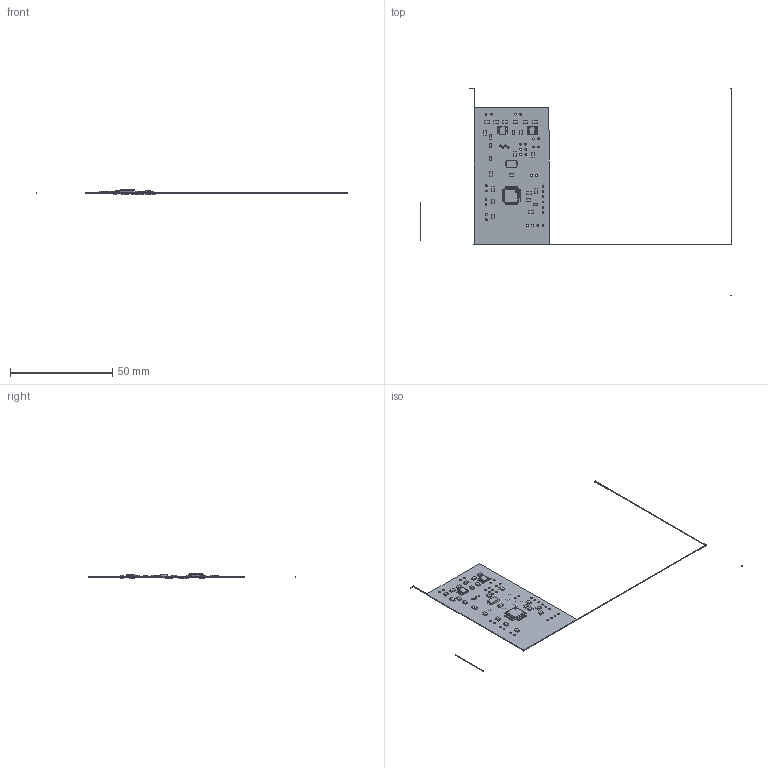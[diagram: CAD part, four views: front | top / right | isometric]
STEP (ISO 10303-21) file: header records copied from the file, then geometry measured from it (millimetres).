
FILE_DESCRIPTION(('Open CASCADE Model'),'2;1');
FILE_NAME('Open CASCADE Shape Model','2019-11-25T16:56:01',('Author'),( 'Open CASCADE'),'Open CASCADE STEP processor 6.8','Open CASCADE 6.8' ,'Unknown');
FILE_SCHEMA(('AUTOMOTIVE_DESIGN { 1 0 10303 214 1 1 1 1 }'));
Length unit declared in the file: millimetre
Products named in the file (65): PCB; Board; Open CASCADE STEP translator 6.8 1.1.1; Open CASCADE STEP translator 6.8 1.1.1.1; Open CASCADE STEP translator 6.8 1.1.2; Open CASCADE STEP translator 6.8 1.1.2.1; Open CASCADE STEP translator 6.8 1.1.3; Open CASCADE STEP translator 6.8 1.1.3.1; Open CASCADE STEP translator 6.8 1.1.4; Open CASCADE STEP translator 6.8 1.1.4.1; R24; 5859421024; Extruded; Y2; 6838514880; Body; ('pin',_'1'); ('pin',_'2'); R15; R23; 5859420464; R22; R21; C14; C13; C12; Rmmpc2; Rmmpc1; R20; R8; L2; C11; A2; 6838512080; PinsArrayLR; A1; R10; R9; R19; R12 ...
Assembly tree (99 placements, depth 4):
  PCB
    Board
      Open CASCADE STEP translator 6.8 1.1.1
        Open CASCADE STEP translator 6.8 1.1.1.1
      Open CASCADE STEP translator 6.8 1.1.2
        Open CASCADE STEP translator 6.8 1.1.2.1
      Open CASCADE STEP translator 6.8 1.1.3
        Open CASCADE STEP translator 6.8 1.1.3.1
      Open CASCADE STEP translator 6.8 1.1.4
        Open CASCADE STEP translator 6.8 1.1.4.1
    R24
      5859421024
        Extruded
    Y2
      6838514880
        Body
        ('pin',_'1')
        ('pin',_'2')
    R15
      5859421024
        Extruded
    R23
      5859420464
        Extruded
    R22
      5859420464
        Extruded
    R21
      5859420464
        Extruded
    C14
      5859421024
        Extruded
    C13
      5859421024
        Extruded
    C12
      5859420464
        Extruded
    Rmmpc2
      5859421024
        Extruded
    Rmmpc1
      5859421024
        Extruded
    R20
      5859420464
        Extruded
    R8
      5859421024
        Extruded
    L2
      5859420464
        Extruded
    C11
      5859421024
        Extruded
    A2
      6838512080
        Body
Bounding box: 152.4 x 101.6 x 2.71 mm (x, y, z)
Volume: 1199.2 mm3; surface area: 5940.2 mm2
Topology: 118 solids, 118 shells, 1314 faces, 3177 edges, 2102 vertices
Faces by surface type: plane 1035, cylinder 279
Full cylindrical faces by diameter (mm): 0.375 x2, 0.875 x1, 0.9 x36
Entity records: 29649 total; most frequent: CARTESIAN_POINT 4896, DIRECTION 4838, ORIENTED_EDGE 4652, EDGE_CURVE 2326, LINE 1874, VECTOR 1874, VERTEX_POINT 1540, AXIS2_PLACEMENT_3D 1482
